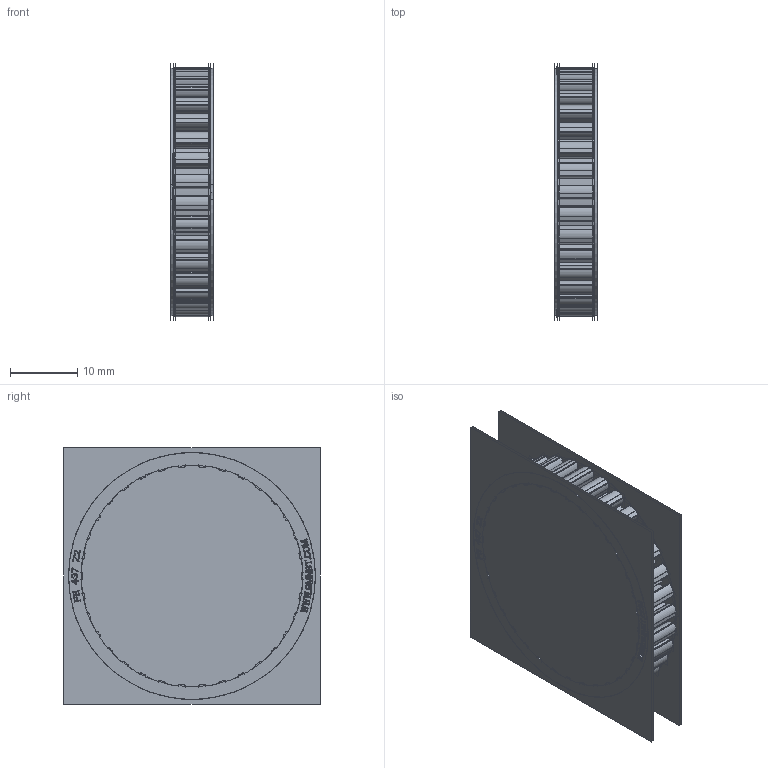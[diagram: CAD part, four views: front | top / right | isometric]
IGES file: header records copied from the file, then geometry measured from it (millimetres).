
Start section:  PTC IGES file: fe437z2.igs
Global section: file name: fe437z2.igs; native system: Creo Parametric by Parametric Technology Corporation; preprocessor: 2013150; author: sales 4; organization: Unknown; date: 20140324.141722; units: millimetre
Bounding box: 6.55 x 38.27 x 38.28 mm (x, y, z)
Volume: 1339.9 mm3; surface area: 39972.3 mm2
Topology: 35 solids, 35 shells, 2760 faces, 14728 edges, 18664 vertices
Faces by surface type: bspline 1392, revolution 1368
